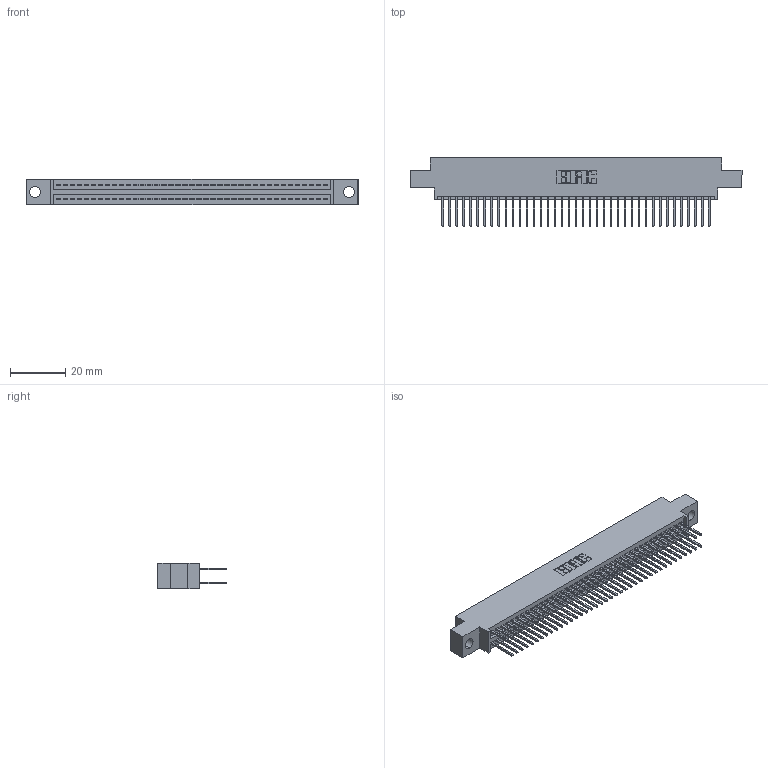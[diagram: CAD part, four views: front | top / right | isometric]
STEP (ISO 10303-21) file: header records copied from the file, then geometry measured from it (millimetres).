
FILE_DESCRIPTION (( 'STEP AP203' ), '1' );
FILE_NAME ('345-078-523-804.STEP', '2018-10-03T13:01:42', ( '' ), ( '' ), 'SwSTEP 2.0', 'SolidWorks 2016', '' );
FILE_SCHEMA (( 'CONFIG_CONTROL_DESIGN' ));
Length unit declared in the file: inch
Products named in the file (3): 345 Part_0.170 Offset - 0.156 Dia-TH; 345-292-001_345-293-123; 345-078-523-804
Assembly tree (79 placements, depth 2):
  345-078-523-804
    345 Part_0.170 Offset - 0.156 Dia-TH
    345-292-001_345-293-123  x78
Bounding box: 120.27 x 24.82 x 9.4 mm (x, y, z)
Volume: 11613.9 mm3; surface area: 17784.9 mm2
Topology: 79 solids, 79 shells, 4030 faces, 11975 edges, 7878 vertices
Faces by surface type: plane 2658, cylinder 1372
Entity records: 31157 total; most frequent: CARTESIAN_POINT 5228, ORIENTED_EDGE 5162, DIRECTION 4613, EDGE_CURVE 2581, LINE 2293, VECTOR 2293, VERTEX_POINT 1718, AXIS2_PLACEMENT_3D 1160
